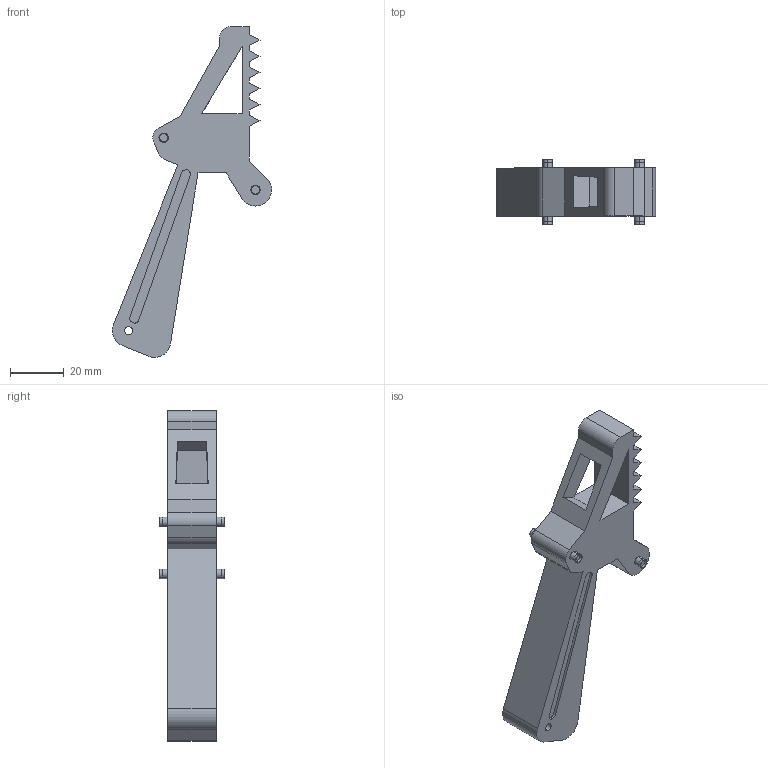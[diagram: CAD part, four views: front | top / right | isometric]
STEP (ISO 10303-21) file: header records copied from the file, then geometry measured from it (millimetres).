
FILE_DESCRIPTION (( 'STEP AP203' ), '1' );
FILE_NAME ('Gripper_Default_sldprt.STEP', '2023-07-04T09:33:49', ( '' ), ( '' ), 'SwSTEP 2.0', 'SolidWorks 2022', '' );
FILE_SCHEMA (( 'CONFIG_CONTROL_DESIGN' ));
Length unit declared in the file: millimetre
Products named in the file (1): Gripper_Default_sldprt
Bounding box: 59.19 x 24 x 122.98 mm (x, y, z)
Volume: 40111.1 mm3; surface area: 13037.6 mm2
Topology: 1 solids, 1 shells, 86 faces, 222 edges, 148 vertices
Faces by surface type: plane 54, cylinder 32
Entity records: 2719 total; most frequent: DIRECTION 460, CARTESIAN_POINT 457, ORIENTED_EDGE 444, EDGE_CURVE 222, VECTOR 158, LINE 158, AXIS2_PLACEMENT_3D 151, VERTEX_POINT 148
